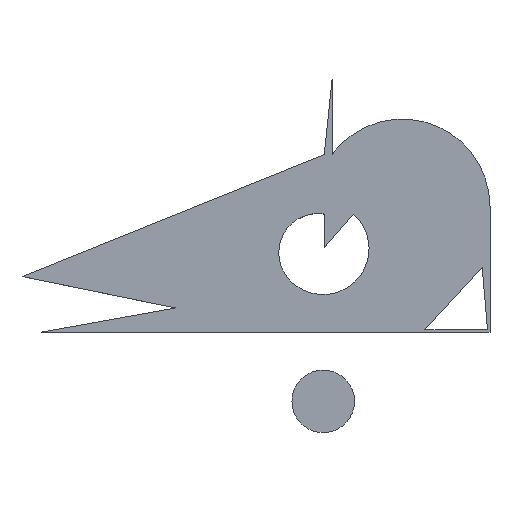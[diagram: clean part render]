
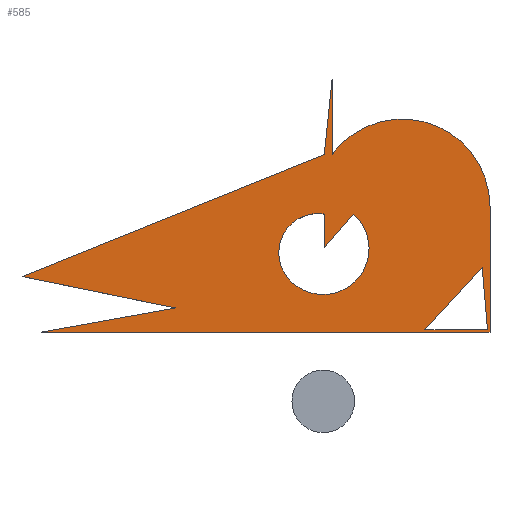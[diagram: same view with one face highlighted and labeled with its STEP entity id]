
A CAD part, top view. The second image highlights one B-rep face of the part: STEP entity #585.
In plain terms, the highlighted planar face has unit normal (0, 0, 1).
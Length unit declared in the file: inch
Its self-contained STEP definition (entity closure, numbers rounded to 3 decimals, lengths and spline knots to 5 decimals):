
#4 = VERTEX_POINT ( 'NONE', #30 ) ;
#8 = EDGE_CURVE ( 'NONE', #663, #638, #44, .T. ) ;
#12 = ORIENTED_EDGE ( 'NONE', *, *, #659, .F. ) ;
#14 = VERTEX_POINT ( 'NONE', #80 ) ;
#15 = EDGE_CURVE ( 'NONE', #660, #4, #81, .T. ) ;
#30 = CARTESIAN_POINT ( 'NONE',  ( -2.09091, -0.44432, 0.2 ) ) ;
#44 = LINE ( 'NONE', #45, #46 ) ;
#45 = CARTESIAN_POINT ( 'NONE',  ( -2.24545, 0., 0.2 ) ) ;
#46 = VECTOR ( 'NONE', #47, 39.37008 ) ;
#47 = DIRECTION ( 'NONE',  ( -0.927, -0.375, 0. ) ) ;
#70 = CARTESIAN_POINT ( 'NONE',  ( 0.23182, 0.97557, 0.2 ) ) ;
#71 = CARTESIAN_POINT ( 'NONE',  ( 1.4736, -0.42432, 0.2 ) ) ;
#72 = CARTESIAN_POINT ( 'NONE',  ( 1.4936, -0.44432, 0.2 ) ) ;
#80 = CARTESIAN_POINT ( 'NONE',  ( -0.19439, 0.19009, 0.2 ) ) ;
#81 = LINE ( 'NONE', #82, #83 ) ;
#82 = CARTESIAN_POINT ( 'NONE',  ( -2.09091, -0.44432, 0.2 ) ) ;
#83 = VECTOR ( 'NONE', #84, 39.37008 ) ;
#84 = DIRECTION ( 'NONE',  ( -0.984, -0.177, 0. ) ) ;
#95 = ORIENTED_EDGE ( 'NONE', *, *, #8, .T. ) ;
#97 = FACE_BOUND ( 'NONE', #563, .T. ) ;
#98 = FACE_OUTER_BOUND ( 'NONE', #526, .T. ) ;
#99 = FACE_BOUND ( 'NONE', #540, .T. ) ;
#100 = PLANE ( 'NONE',  #101 ) ;
#101 = AXIS2_PLACEMENT_3D ( 'NONE', #102, #103, #104 ) ;
#102 = CARTESIAN_POINT ( 'NONE',  ( 0.7936, 0.55796, 0.2 ) ) ;
#103 = DIRECTION ( 'NONE',  ( 0., 0., -1. ) ) ;
#104 = DIRECTION ( 'NONE',  ( -1., 0., 0. ) ) ;
#114 = VERTEX_POINT ( 'NONE', #216 ) ;
#130 = LINE ( 'NONE', #133, #134 ) ;
#133 = CARTESIAN_POINT ( 'NONE',  ( 1.4936, -0.44432, 0.2 ) ) ;
#134 = VECTOR ( 'NONE', #135, 39.37008 ) ;
#135 = DIRECTION ( 'NONE',  ( 1., 0., 0. ) ) ;
#149 = VERTEX_POINT ( 'NONE', #235 ) ;
#159 = CARTESIAN_POINT ( 'NONE',  ( 0.40114, 0.49924, 0.2 ) ) ;
#160 = LINE ( 'NONE', #161, #162 ) ;
#161 = CARTESIAN_POINT ( 'NONE',  ( -1.01875, -0.25114, 0.2 ) ) ;
#162 = VECTOR ( 'NONE', #163, 39.37008 ) ;
#163 = DIRECTION ( 'NONE',  ( 0.98, -0.201, 0. ) ) ;
#188 = LINE ( 'NONE', #189, #190 ) ;
#189 = CARTESIAN_POINT ( 'NONE',  ( 0.16932, 0.49924, 0.2 ) ) ;
#190 = VECTOR ( 'NONE', #191, 39.37008 ) ;
#191 = DIRECTION ( 'NONE',  ( 0., 1., 0. ) ) ;
#192 = CARTESIAN_POINT ( 'NONE',  ( -1.01875, -0.25114, 0.2 ) ) ;
#199 = CARTESIAN_POINT ( 'NONE',  ( 0.23182, 1.57557, 0.2 ) ) ;
#211 = CARTESIAN_POINT ( 'NONE',  ( 0.16932, 0.97557, 0.2 ) ) ;
#216 = CARTESIAN_POINT ( 'NONE',  ( 0.16932, 0.49924, 0.2 ) ) ;
#217 = LINE ( 'NONE', #220, #221 ) ;
#220 = CARTESIAN_POINT ( 'NONE',  ( 1.4736, -0.42432, 0.2 ) ) ;
#221 = VECTOR ( 'NONE', #222, 39.37008 ) ;
#222 = DIRECTION ( 'NONE',  ( 1., 0., 0. ) ) ;
#227 = LINE ( 'NONE', #228, #229 ) ;
#228 = CARTESIAN_POINT ( 'NONE',  ( 0.16932, 0.23182, 0.2 ) ) ;
#229 = VECTOR ( 'NONE', #230, 39.37008 ) ;
#230 = DIRECTION ( 'NONE',  ( -0.655, -0.756, 0. ) ) ;
#231 = LINE ( 'NONE', #232, #233 ) ;
#232 = CARTESIAN_POINT ( 'NONE',  ( 1.4311, 0.07387, 0.2 ) ) ;
#233 = VECTOR ( 'NONE', #234, 39.37008 ) ;
#234 = DIRECTION ( 'NONE',  ( -0.085, 0.996, 0. ) ) ;
#235 = CARTESIAN_POINT ( 'NONE',  ( 1.4311, 0.07387, 0.2 ) ) ;
#269 = LINE ( 'NONE', #270, #271 ) ;
#270 = CARTESIAN_POINT ( 'NONE',  ( 0.23182, 1.57557, 0.2 ) ) ;
#271 = VECTOR ( 'NONE', #276, 39.37008 ) ;
#276 = DIRECTION ( 'NONE',  ( 0., 1., 0. ) ) ;
#277 = LINE ( 'NONE', #278, #279 ) ;
#278 = CARTESIAN_POINT ( 'NONE',  ( 0.9736, -0.42432, 0.2 ) ) ;
#279 = VECTOR ( 'NONE', #280, 39.37008 ) ;
#280 = DIRECTION ( 'NONE',  ( -0.676, -0.737, 0. ) ) ;
#289 = CIRCLE ( 'NONE', #290, 0.36642 ) ;
#290 = AXIS2_PLACEMENT_3D ( 'NONE', #291, #293, #294 ) ;
#291 = CARTESIAN_POINT ( 'NONE',  ( 0.16112, 0.22236, 0.2 ) ) ;
#293 = DIRECTION ( 'NONE',  ( 0., 0., 1. ) ) ;
#294 = DIRECTION ( 'NONE',  ( -1., 0., 0. ) ) ;
#330 = EDGE_CURVE ( 'NONE', #114, #14, #356, .T. ) ;
#347 = ORIENTED_EDGE ( 'NONE', *, *, #330, .F. ) ;
#356 = CIRCLE ( 'NONE', #357, 0.31324 ) ;
#357 = AXIS2_PLACEMENT_3D ( 'NONE', #358, #359, #360 ) ;
#358 = CARTESIAN_POINT ( 'NONE',  ( 0.11885, 0.19009, 0.2 ) ) ;
#359 = DIRECTION ( 'NONE',  ( 0., 0., 1. ) ) ;
#360 = DIRECTION ( 'NONE',  ( -1., 0., 0. ) ) ;
#368 = CARTESIAN_POINT ( 'NONE',  ( 0.16932, 0.23182, 0.2 ) ) ;
#369 = LINE ( 'NONE', #370, #371 ) ;
#370 = CARTESIAN_POINT ( 'NONE',  ( 1.4936, 0.55796, 0.2 ) ) ;
#371 = VECTOR ( 'NONE', #372, 39.37008 ) ;
#372 = DIRECTION ( 'NONE',  ( 0., 1., 0. ) ) ;
#377 = CARTESIAN_POINT ( 'NONE',  ( -2.24545, 0., 0.2 ) ) ;
#390 = CARTESIAN_POINT ( 'NONE',  ( 1.4936, 0.55796, 0.2 ) ) ;
#412 = CARTESIAN_POINT ( 'NONE',  ( 0.9736, -0.42432, 0.2 ) ) ;
#418 = CARTESIAN_POINT ( 'NONE',  ( -0.13011, 0., 0.2 ) ) ;
#462 = ORIENTED_EDGE ( 'NONE', *, *, #517, .T. ) ;
#515 = ORIENTED_EDGE ( 'NONE', *, *, #606, .T. ) ;
#517 = EDGE_CURVE ( 'NONE', #4, #684, #130, .T. ) ;
#520 = VERTEX_POINT ( 'NONE', #159 ) ;
#521 = EDGE_CURVE ( 'NONE', #638, #660, #160, .T. ) ;
#526 = EDGE_LOOP ( 'NONE', ( #95, #571, #633, #462, #538, #591, #515, #527 ) ) ;
#527 = ORIENTED_EDGE ( 'NONE', *, *, #558, .T. ) ;
#538 = ORIENTED_EDGE ( 'NONE', *, *, #634, .T. ) ;
#539 = EDGE_CURVE ( 'NONE', #648, #575, #217, .T. ) ;
#540 = EDGE_LOOP ( 'NONE', ( #580, #562, #644 ) ) ;
#544 = EDGE_CURVE ( 'NONE', #520, #632, #227, .T. ) ;
#548 = EDGE_CURVE ( 'NONE', #149, #648, #277, .T. ) ;
#558 = EDGE_CURVE ( 'NONE', #598, #663, #719, .T. ) ;
#561 = EDGE_CURVE ( 'NONE', #14, #654, #730, .T. ) ;
#562 = ORIENTED_EDGE ( 'NONE', *, *, #548, .F. ) ;
#563 = EDGE_LOOP ( 'NONE', ( #347, #12, #582, #692, #595 ) ) ;
#571 = ORIENTED_EDGE ( 'NONE', *, *, #521, .T. ) ;
#574 = VERTEX_POINT ( 'NONE', #70 ) ;
#575 = VERTEX_POINT ( 'NONE', #71 ) ;
#580 = ORIENTED_EDGE ( 'NONE', *, *, #539, .F. ) ;
#582 = ORIENTED_EDGE ( 'NONE', *, *, #544, .F. ) ;
#585 = ADVANCED_FACE ( 'NONE', ( #97, #98, #99 ), #100, .F. ) ;
#591 = ORIENTED_EDGE ( 'NONE', *, *, #673, .T. ) ;
#595 = ORIENTED_EDGE ( 'NONE', *, *, #561, .F. ) ;
#598 = VERTEX_POINT ( 'NONE', #199 ) ;
#606 = EDGE_CURVE ( 'NONE', #574, #598, #269, .T. ) ;
#632 = VERTEX_POINT ( 'NONE', #368 ) ;
#633 = ORIENTED_EDGE ( 'NONE', *, *, #15, .T. ) ;
#634 = EDGE_CURVE ( 'NONE', #684, #643, #369, .T. ) ;
#638 = VERTEX_POINT ( 'NONE', #377 ) ;
#643 = VERTEX_POINT ( 'NONE', #390 ) ;
#644 = ORIENTED_EDGE ( 'NONE', *, *, #666, .F. ) ;
#648 = VERTEX_POINT ( 'NONE', #412 ) ;
#654 = VERTEX_POINT ( 'NONE', #418 ) ;
#659 = EDGE_CURVE ( 'NONE', #632, #114, #188, .T. ) ;
#660 = VERTEX_POINT ( 'NONE', #192 ) ;
#663 = VERTEX_POINT ( 'NONE', #211 ) ;
#666 = EDGE_CURVE ( 'NONE', #575, #149, #231, .T. ) ;
#672 = EDGE_CURVE ( 'NONE', #654, #520, #289, .T. ) ;
#673 = EDGE_CURVE ( 'NONE', #643, #574, #693, .T. ) ;
#684 = VERTEX_POINT ( 'NONE', #72 ) ;
#692 = ORIENTED_EDGE ( 'NONE', *, *, #672, .F. ) ;
#693 = CIRCLE ( 'NONE', #694, 0.7 ) ;
#694 = AXIS2_PLACEMENT_3D ( 'NONE', #695, #696, #697 ) ;
#695 = CARTESIAN_POINT ( 'NONE',  ( 0.7936, 0.55796, 0.2 ) ) ;
#696 = DIRECTION ( 'NONE',  ( 0., 0., 1. ) ) ;
#697 = DIRECTION ( 'NONE',  ( -1., 0., 0. ) ) ;
#719 = LINE ( 'NONE', #720, #721 ) ;
#720 = CARTESIAN_POINT ( 'NONE',  ( 0.16932, 0.97557, 0.2 ) ) ;
#721 = VECTOR ( 'NONE', #722, 39.37008 ) ;
#722 = DIRECTION ( 'NONE',  ( -0.104, -0.995, 0. ) ) ;
#730 = CIRCLE ( 'NONE', #731, 0.31324 ) ;
#731 = AXIS2_PLACEMENT_3D ( 'NONE', #732, #733, #734 ) ;
#732 = CARTESIAN_POINT ( 'NONE',  ( 0.11885, 0.19009, 0.2 ) ) ;
#733 = DIRECTION ( 'NONE',  ( 0., 0., 1. ) ) ;
#734 = DIRECTION ( 'NONE',  ( -1., 0., 0. ) ) ;
